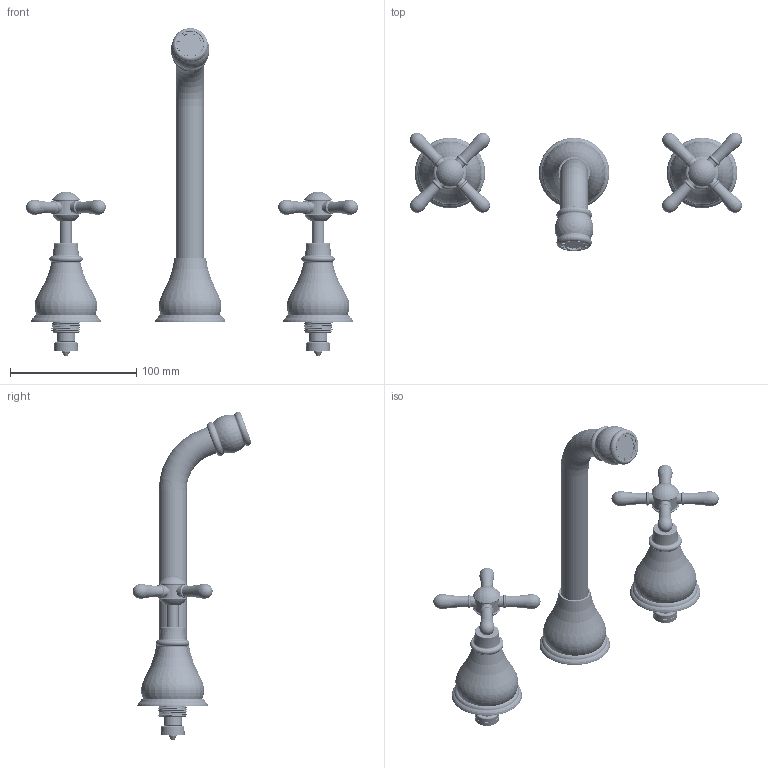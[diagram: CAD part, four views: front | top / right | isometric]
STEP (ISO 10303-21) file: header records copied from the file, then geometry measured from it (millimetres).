
FILE_DESCRIPTION (( 'STEP AP203' ), '1' );
FILE_NAME ('MV1060CH.STEP', '2020-02-27T00:37:03', ( 'Windows 蚚誧' ), ( '' ), 'SwSTEP 2.0', 'SolidWorks 2019', '' );
FILE_SCHEMA (( 'CONFIG_CONTROL_DESIGN' ));
Length unit declared in the file: millimetre
Products named in the file (31): 鞣羲42詢概裔 J05007C00; 110鞣羲喳喘佪裝; 13x2   O型圈 -阀盖; MV1060CH; MV1070CH; MV双把入墙钟罩; MV坋趼忒梟裝; MV邧參醱髓笘欶釱; G5-8砦阨郋砎蝶え; MV堤阨諳ㄗ郪ㄘ; M16X1 22奪爾諉簽; 囀鞠褒潑芛蹟佪M5x8  (G12096G00); MV邧參坋趼忒謫釱; 22x220堤阨奪爾諉奪; 入墙浴缸管座组; 28.5X22.5X1.5綻祧菜え; 110慢开插齿G58阀芯（42阀盖） - 入墙; 22x220堤阨奪ㄗ爾諉ㄘ; 砦阨郋郪; G5-8砦阨郋极; MV十字手柄 - 入墙; 15x2.65 O型圈 (麦封配丝杆); MV堤阨諳; 囀鞠褒潑芛蹟佪M5x12 (G12090G00); MVХ宒唌詰奪釱; 臟賙M21.5X1堤阨厙; 唌詰奪郪 220MM; M16x1 22奪爾諉芛
Assembly tree (56 placements, depth 5):
  MV1060CH
    MV1070CH
      110慢开插齿G58阀芯（42阀盖） - 入墙
        鞣羲42詢概裔 J05007C00
        110鞣羲喳喘佪裝
        15x2.65 O型圈 (麦封配丝杆)  x2
        砦阨郋郪
          G5-8砦阨郋极
          G5-8砦阨郋砎蝶え
        28.5X22.5X1.5綻祧菜え
      110慢开插齿G58阀芯（42阀盖） - 入墙
        鞣羲42詢概裔 J05007C00
        110鞣羲喳喘佪裝
        15x2.65 O型圈 (麦封配丝杆)  x2
        砦阨郋郪
          G5-8砦阨郋极
          G5-8砦阨郋砎蝶え
        28.5X22.5X1.5綻祧菜え
      MV双把入墙钟罩  x2
      MV邧參醱髓笘欶釱  x2
      MV十字手柄 - 入墙
        MV邧參坋趼忒謫釱
        MV坋趼忒梟裝  x4
        囀鞠褒潑芛蹟佪M5x8  (G12096G00)  x3
        囀鞠褒潑芛蹟佪M5x12 (G12090G00)
      MV十字手柄 - 入墙
        MV邧參坋趼忒謫釱
        MV坋趼忒梟裝  x4
        囀鞠褒潑芛蹟佪M5x8  (G12096G00)  x3
        囀鞠褒潑芛蹟佪M5x12 (G12090G00)
      13x2   O型圈 -阀盖  x2
    入墙浴缸管座组
      MVХ宒唌詰奪釱
      MV邧參醱髓笘欶釱
    唌詰奪郪 220MM
      22x220堤阨奪ㄗ爾諉ㄘ
        22x220堤阨奪爾諉奪
        M16X1 22奪爾諉簽
        M16x1 22奪爾諉芛
      MV堤阨諳ㄗ郪ㄘ
        MV堤阨諳
        臟賙M21.5X1堤阨厙
Bounding box: 263.32 x 94 x 259.89 mm (x, y, z)
Volume: 175362 mm3; surface area: 147664.9 mm2
Topology: 46 solids, 46 shells, 2484 faces, 6678 edges, 4306 vertices
Faces by surface type: cylinder 1209, plane 501, cone 267, bspline 251, torus 246, sphere 10
Entity records: 90431 total; most frequent: CARTESIAN_POINT 61220, ORIENTED_EDGE 5996, DIRECTION 4624, EDGE_CURVE 2998, VERTEX_POINT 1953, AXIS2_PLACEMENT_3D 1836, EDGE_LOOP 1209, FACE_OUTER_BOUND 1130
